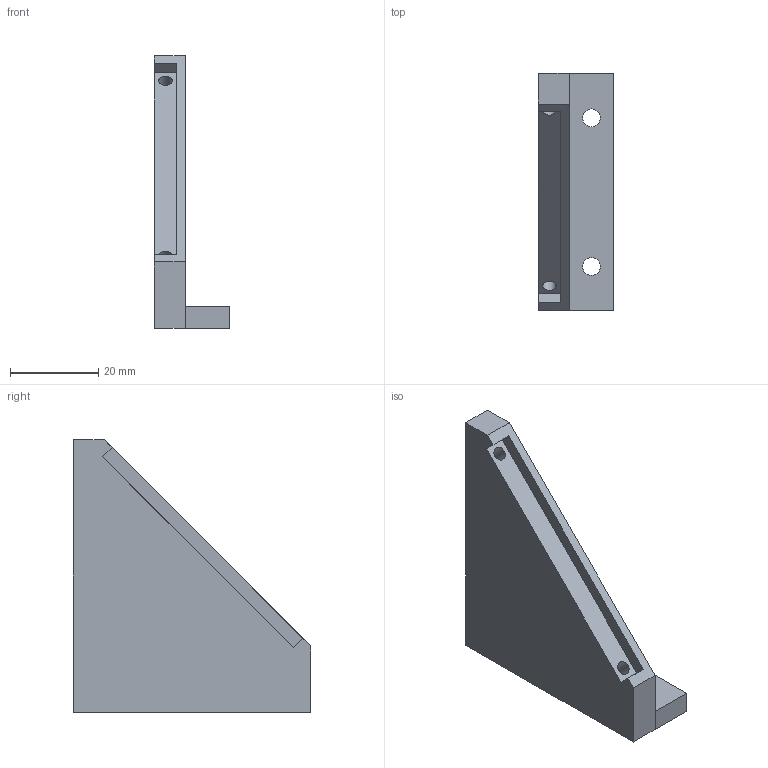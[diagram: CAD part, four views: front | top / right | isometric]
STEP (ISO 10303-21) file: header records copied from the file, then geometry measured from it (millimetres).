
FILE_DESCRIPTION(('FreeCAD Model'),'2;1');
FILE_NAME('Open CASCADE Shape Model','2021-09-25T06:05:06',('Author'),( ''),'Open CASCADE STEP processor 7.4','FreeCAD','Unknown');
FILE_SCHEMA(('AUTOMOTIVE_DESIGN { 1 0 10303 214 1 1 1 1 }'));
Length unit declared in the file: millimetre
Products named in the file (1): Pocket002_(Mirror_#1)
Bounding box: 17 x 53.67 x 61.67 mm (x, y, z)
Volume: 17046.5 mm3; surface area: 7332.1 mm2
Topology: 1 solids, 1 shells, 22 faces, 50 edges, 32 vertices
Faces by surface type: plane 18, cylinder 4
Full cylindrical faces by diameter (mm): 3 x2, 4 x2
Entity records: 1302 total; most frequent: CARTESIAN_POINT 229, DIRECTION 200, LINE 134, VECTOR 134, ORIENTED_EDGE 100, PCURVE 100, DEFINITIONAL_REPRESENTATION 100, EDGE_CURVE 50
